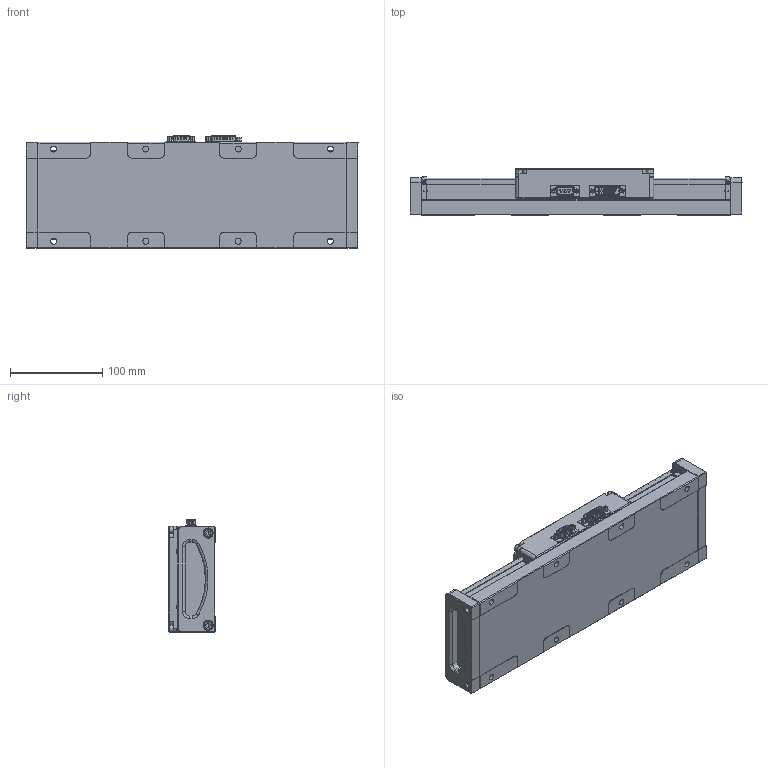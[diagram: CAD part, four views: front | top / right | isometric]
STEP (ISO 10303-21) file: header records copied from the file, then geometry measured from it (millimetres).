
FILE_DESCRIPTION (( 'STEP AP214' ), '1' );
FILE_NAME ('526668.STEP', '2022-04-14T05:45:54', ( '' ), ( '' ), 'SwSTEP 2.0', 'SolidWorks 2020', '' );
FILE_SCHEMA (( 'AUTOMOTIVE_DESIGN' ));
Length unit declared in the file: millimetre
Products named in the file (1): 526668
Bounding box: 360 x 50 x 121.8 mm (x, y, z)
Volume: 1653746 mm3; surface area: 163339.8 mm2
Topology: 5 solids, 41 shells, 2175 faces, 5212 edges, 3114 vertices
Faces by surface type: cylinder 827, plane 813, bspline 220, torus 128, sphere 98, cone 89
Entity records: 67383 total; most frequent: CARTESIAN_POINT 18029, DIRECTION 10679, ORIENTED_EDGE 10002, EDGE_CURVE 5001, AXIS2_PLACEMENT_3D 4042, VERTEX_POINT 3062, LINE 2595, VECTOR 2595
